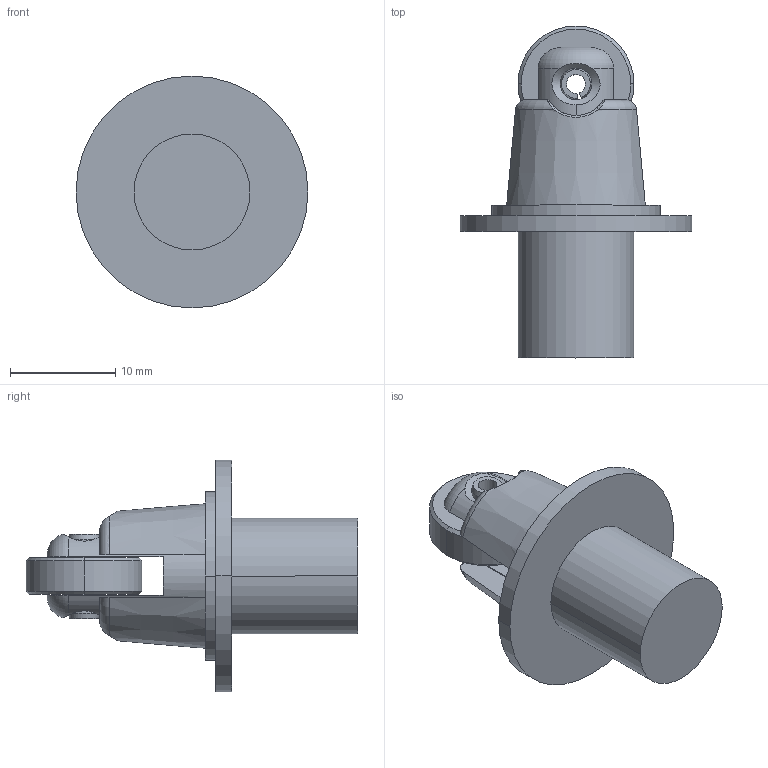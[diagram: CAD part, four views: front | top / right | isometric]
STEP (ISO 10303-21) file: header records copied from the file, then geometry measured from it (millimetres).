
FILE_DESCRIPTION((''),'2;1');
FILE_NAME('3d_KXAB2.stp','2012-10-03T07:32:49',(''),(''),'Mechanical Desktop 2011','Mechanical Desktop 2011',', , ');
FILE_SCHEMA(('CONFIG_CONTROL_DESIGN'));
Length unit declared in the file: millimetre
Products named in the file (1): Product
Bounding box: 22 x 31.5 x 22 mm (x, y, z)
Volume: 3165.4 mm3; surface area: 3534.7 mm2
Topology: 6 solids, 6 shells, 114 faces, 279 edges, 176 vertices
Faces by surface type: plane 41, cylinder 39, cone 15, bspline 13, torus 6
Entity records: 4900 total; most frequent: CARTESIAN_POINT 2184, ORIENTED_EDGE 562, DIRECTION 526, EDGE_CURVE 281, AXIS2_PLACEMENT_3D 208, VERTEX_POINT 176, EDGE_LOOP 119, FACE_OUTER_BOUND 114
